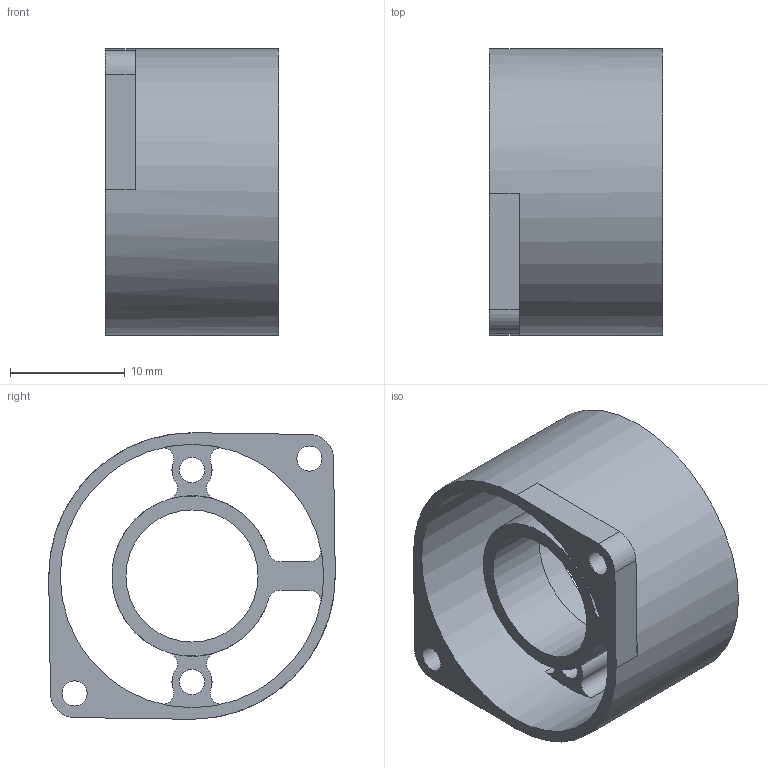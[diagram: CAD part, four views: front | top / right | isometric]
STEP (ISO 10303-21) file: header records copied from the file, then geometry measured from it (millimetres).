
FILE_DESCRIPTION(/* description */ (''),/* implementation_level */ '2;1');
FILE_NAME(/* name */ 'Front Mount (34V0-FA-MNT).step',/* time_stamp */ '2022-07-13T12:17:57-04:00',/* author */ (''),/* organization */ (''),/* preprocessor_version */ 'ST-DEVELOPER v19',/* originating_system */ 'Autodesk Translation Framework v11.7.0.108',/* authorisation */ '');
FILE_SCHEMA (('AUTOMOTIVE_DESIGN { 1 0 10303 214 3 1 1 }'));
Length unit declared in the file: millimetre
Products named in the file (1): Front Mount  (34V0-FA-MNT)
Bounding box: 15.1 x 25 x 25 mm (x, y, z)
Volume: 1722.5 mm3; surface area: 3330.6 mm2
Topology: 1 solids, 1 shells, 40 faces, 120 edges, 80 vertices
Faces by surface type: cylinder 24, plane 16
Full cylindrical faces by diameter (mm): 2.2 x4, 11.529 x1, 23 x1, 25 x1
Entity records: 1464 total; most frequent: DIRECTION 270, CARTESIAN_POINT 241, ORIENTED_EDGE 240, EDGE_CURVE 120, AXIS2_PLACEMENT_3D 109, VERTEX_POINT 80, CIRCLE 68, EDGE_LOOP 54
